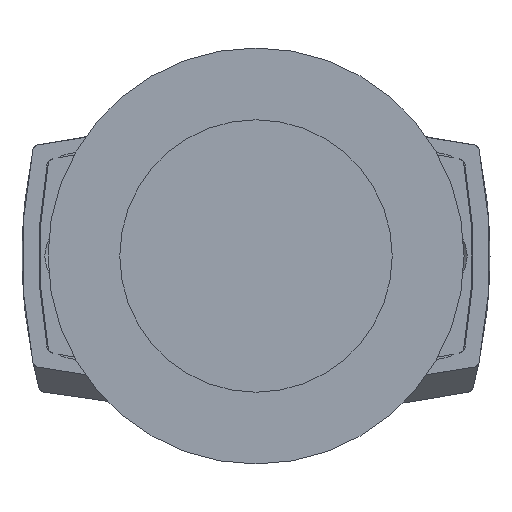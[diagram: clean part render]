
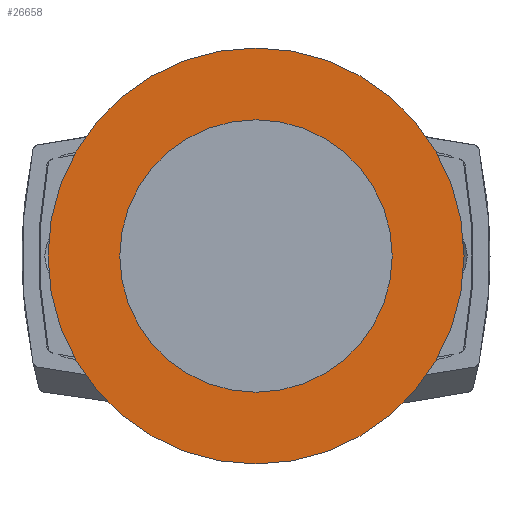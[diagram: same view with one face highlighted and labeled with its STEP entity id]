
A CAD part, front view. The second image highlights one B-rep face of the part: STEP entity #26658.
In plain terms, the highlighted planar face has unit normal (0, -1, 0).
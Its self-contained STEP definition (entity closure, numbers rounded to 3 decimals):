
#26245=CARTESIAN_POINT('',(0.,-37.7,20.));
#26246=VERTEX_POINT('',#26245);
#26247=CARTESIAN_POINT('',(0.,-37.7,0.));
#26248=DIRECTION('',(0.0,-1.0,0.0));
#26249=DIRECTION('',(0.0,0.0,1.0));
#26250=AXIS2_PLACEMENT_3D('',#26247,#26248,#26249);
#26251=CIRCLE('',#26250,20.);
#26252=EDGE_CURVE('',#26246,#26246,#26251,.T.);
#26639=CARTESIAN_POINT('',(0.,-37.7,16.55));
#26640=DIRECTION('',(0.0,-1.0,0.0));
#26641=DIRECTION('',(1.0,0.0,0.0));
#26642=AXIS2_PLACEMENT_3D('',#26639,#26640,#26641);
#26643=PLANE('',#26642);
#26644=ORIENTED_EDGE('',*,*,#26252,.T.);
#26645=EDGE_LOOP('',(#26644));
#26646=FACE_OUTER_BOUND('',#26645,.T.);
#26647=CARTESIAN_POINT('',(0.,-37.7,13.1));
#26648=VERTEX_POINT('',#26647);
#26649=CARTESIAN_POINT('',(0.,-37.7,0.));
#26650=DIRECTION('',(0.0,-1.0,0.0));
#26651=DIRECTION('',(0.0,0.0,1.0));
#26652=AXIS2_PLACEMENT_3D('',#26649,#26650,#26651);
#26653=CIRCLE('',#26652,13.1);
#26654=EDGE_CURVE('',#26648,#26648,#26653,.T.);
#26655=ORIENTED_EDGE('',*,*,#26654,.F.);
#26656=EDGE_LOOP('',(#26655));
#26657=FACE_BOUND('',#26656,.T.);
#26658=ADVANCED_FACE('',(#26646,#26657),#26643,.T.);
